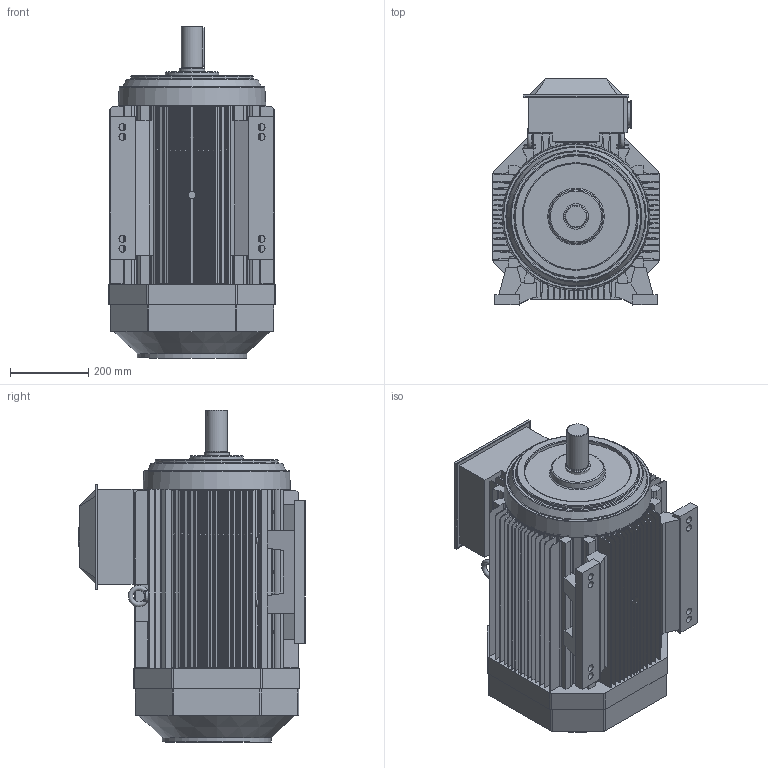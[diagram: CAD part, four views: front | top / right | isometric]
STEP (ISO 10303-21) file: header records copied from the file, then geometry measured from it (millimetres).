
FILE_DESCRIPTION((''),'2;1');
FILE_NAME('3GZV100086-26.stp','2015-07-02T12:08:19',('sejotaa1'),(''),'Autodesk Inventor 2011','Autodesk Inventor 2011','');
FILE_SCHEMA(('AUTOMOTIVE_DESIGN { 1 0 10303 214 1 1 1 1 }'));
Length unit declared in the file: millimetre
Products named in the file (1): 3GZV100086-26
Bounding box: 425 x 580.6 x 849.99 mm (x, y, z)
Volume: 109740786.3 mm3; surface area: 8823448.2 mm2
Topology: 24 solids, 80 shells, 2204 faces, 5910 edges, 3910 vertices
Faces by surface type: plane 1088, cylinder 918, bspline 80, cone 66, torus 52
Full cylindrical faces by diameter (mm): 3.3 x8, 5.5 x8, 11 x2, 12 x4, 16 x4, 18 x16, 20 x2, 54.4 x2, 55 x2, 57 x4, 59 x2, 59.4 x2, 60 x4, 61.376 x2, 63 x6, 64.4 x2, 65 x2, 70 x2, 71 x4, 75 x2, 76 x2, 279.576 x2, 364 x2, 372 x4
Entity records: 78006 total; most frequent: CARTESIAN_POINT 19993, DIRECTION 11772, ORIENTED_EDGE 11228, EDGE_CURVE 5682, AXIS2_PLACEMENT_3D 4297, VERTEX_POINT 3874, VECTOR 3178, LINE 3178
